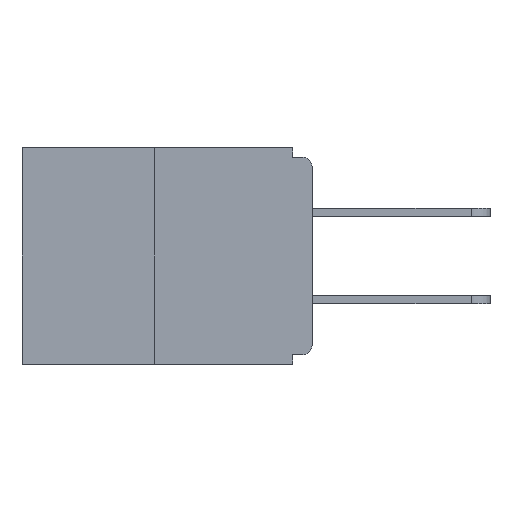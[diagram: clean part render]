
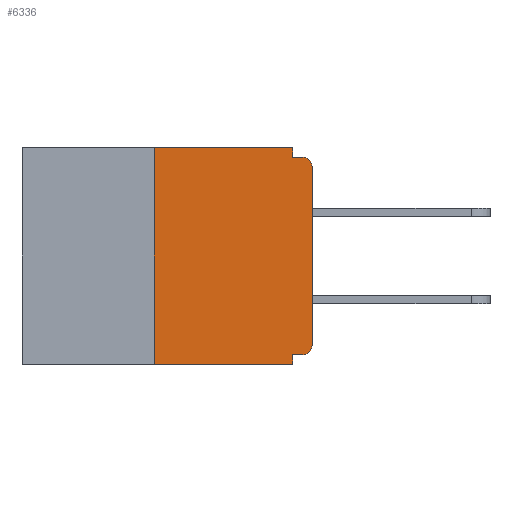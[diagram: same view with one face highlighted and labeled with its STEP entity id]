
A CAD part, left-side view. The second image highlights one B-rep face of the part: STEP entity #6336.
In plain terms, the highlighted planar face has unit normal (-1, 0, 0).
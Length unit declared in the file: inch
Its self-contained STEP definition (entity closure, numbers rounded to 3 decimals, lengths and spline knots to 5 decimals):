
#3 = DIRECTION ( 'NONE',  ( 0., 0., -1. ) ) ;
#93 = DIRECTION ( 'NONE',  ( 0., 0., -1. ) ) ;
#216 = VERTEX_POINT ( 'NONE', #8586 ) ;
#377 = CARTESIAN_POINT ( 'NONE',  ( 0., 0.031, -0.015 ) ) ;
#938 = EDGE_CURVE ( 'NONE', #3341, #16159, #19474, .T. ) ;
#1262 = VERTEX_POINT ( 'NONE', #14269 ) ;
#1295 = CIRCLE ( 'NONE', #11281, 0.015 ) ;
#1524 = CARTESIAN_POINT ( 'NONE',  ( 0., 0.031, -0.343 ) ) ;
#1673 = AXIS2_PLACEMENT_3D ( 'NONE', #8689, #19253, #2422 ) ;
#1773 = ORIENTED_EDGE ( 'NONE', *, *, #8615, .F. ) ;
#2124 = CARTESIAN_POINT ( 'NONE',  ( 0., 0.46, -0.343 ) ) ;
#2422 = DIRECTION ( 'NONE',  ( 0., 0., -1. ) ) ;
#2936 = CARTESIAN_POINT ( 'NONE',  ( 0., 0.25, -0.343 ) ) ;
#3075 = VERTEX_POINT ( 'NONE', #18588 ) ;
#3341 = VERTEX_POINT ( 'NONE', #377 ) ;
#3622 = LINE ( 'NONE', #1524, #14746 ) ;
#3705 = DIRECTION ( 'NONE',  ( 0., -1., 0. ) ) ;
#3995 = LINE ( 'NONE', #2124, #19375 ) ;
#4128 = FACE_OUTER_BOUND ( 'NONE', #5019, .T. ) ;
#4593 = DIRECTION ( 'NONE',  ( 0., 0., 1. ) ) ;
#4631 = ORIENTED_EDGE ( 'NONE', *, *, #13982, .F. ) ;
#4915 = CARTESIAN_POINT ( 'NONE',  ( 0., 0., -0.015 ) ) ;
#5019 = EDGE_LOOP ( 'NONE', ( #17967, #1773, #10527, #16341, #4631, #10090, #9299, #18242, #9881, #17672 ) ) ;
#5124 = DIRECTION ( 'NONE',  ( 0., -1., 0. ) ) ;
#5731 = EDGE_CURVE ( 'NONE', #1262, #14562, #11251, .T. ) ;
#6050 = CARTESIAN_POINT ( 'NONE',  ( 0., 0.015, -0.03 ) ) ;
#6336 = ADVANCED_FACE ( 'NONE', ( #4128 ), #8636, .F. ) ;
#6728 = CARTESIAN_POINT ( 'NONE',  ( 0., 0.25, 0. ) ) ;
#7024 = CARTESIAN_POINT ( 'NONE',  ( 0., 0.46, 0. ) ) ;
#7092 = DIRECTION ( 'NONE',  ( 1., 0., 0. ) ) ;
#7807 = VECTOR ( 'NONE', #16007, 39.37008 ) ;
#8567 = LINE ( 'NONE', #10596, #12139 ) ;
#8586 = CARTESIAN_POINT ( 'NONE',  ( 0., 0.031, -0.328 ) ) ;
#8615 = EDGE_CURVE ( 'NONE', #15808, #3075, #12813, .T. ) ;
#8636 = PLANE ( 'NONE',  #10387 ) ;
#8686 = VECTOR ( 'NONE', #9974, 39.37008 ) ;
#8689 = CARTESIAN_POINT ( 'NONE',  ( 0., 0.015, -0.313 ) ) ;
#9123 = DIRECTION ( 'NONE',  ( -1., 0., 0. ) ) ;
#9157 = LINE ( 'NONE', #19191, #8686 ) ;
#9279 = LINE ( 'NONE', #18575, #10945 ) ;
#9299 = ORIENTED_EDGE ( 'NONE', *, *, #19125, .T. ) ;
#9344 = EDGE_CURVE ( 'NONE', #15808, #19151, #3995, .T. ) ;
#9881 = ORIENTED_EDGE ( 'NONE', *, *, #938, .F. ) ;
#9974 = DIRECTION ( 'NONE',  ( 0., 0., -1. ) ) ;
#10090 = ORIENTED_EDGE ( 'NONE', *, *, #5731, .T. ) ;
#10314 = EDGE_CURVE ( 'NONE', #12132, #3341, #9157, .T. ) ;
#10387 = AXIS2_PLACEMENT_3D ( 'NONE', #7024, #7092, #13220 ) ;
#10486 = CARTESIAN_POINT ( 'NONE',  ( 0., 0., 0. ) ) ;
#10527 = ORIENTED_EDGE ( 'NONE', *, *, #9344, .T. ) ;
#10596 = CARTESIAN_POINT ( 'NONE',  ( 0., 0., -0.328 ) ) ;
#10945 = VECTOR ( 'NONE', #3705, 39.37008 ) ;
#11242 = CARTESIAN_POINT ( 'NONE',  ( 0., 0., -0.313 ) ) ;
#11251 = CIRCLE ( 'NONE', #1673, 0.015 ) ;
#11281 = AXIS2_PLACEMENT_3D ( 'NONE', #6050, #9123, #93 ) ;
#11452 = VECTOR ( 'NONE', #15529, 39.37008 ) ;
#12132 = VERTEX_POINT ( 'NONE', #14785 ) ;
#12139 = VECTOR ( 'NONE', #13784, 39.37008 ) ;
#12813 = LINE ( 'NONE', #6728, #7807 ) ;
#13220 = DIRECTION ( 'NONE',  ( 0., 0., -1. ) ) ;
#13328 = VECTOR ( 'NONE', #4593, 39.37008 ) ;
#13784 = DIRECTION ( 'NONE',  ( 0., 1., 0. ) ) ;
#13982 = EDGE_CURVE ( 'NONE', #1262, #216, #8567, .T. ) ;
#14269 = CARTESIAN_POINT ( 'NONE',  ( 0., 0.015, -0.328 ) ) ;
#14371 = CARTESIAN_POINT ( 'NONE',  ( 0., 0., -0.03 ) ) ;
#14562 = VERTEX_POINT ( 'NONE', #11242 ) ;
#14587 = CARTESIAN_POINT ( 'NONE',  ( 0., 0.015, -0.015 ) ) ;
#14746 = VECTOR ( 'NONE', #3, 39.37008 ) ;
#14785 = CARTESIAN_POINT ( 'NONE',  ( 0., 0.031, 0. ) ) ;
#15529 = DIRECTION ( 'NONE',  ( 0., -1., 0. ) ) ;
#15808 = VERTEX_POINT ( 'NONE', #2936 ) ;
#16007 = DIRECTION ( 'NONE',  ( 0., 0., 1. ) ) ;
#16159 = VERTEX_POINT ( 'NONE', #14587 ) ;
#16341 = ORIENTED_EDGE ( 'NONE', *, *, #18501, .F. ) ;
#16692 = VERTEX_POINT ( 'NONE', #14371 ) ;
#16844 = LINE ( 'NONE', #10486, #13328 ) ;
#17672 = ORIENTED_EDGE ( 'NONE', *, *, #10314, .F. ) ;
#17967 = ORIENTED_EDGE ( 'NONE', *, *, #19048, .F. ) ;
#18211 = CARTESIAN_POINT ( 'NONE',  ( 0., 0.031, -0.343 ) ) ;
#18242 = ORIENTED_EDGE ( 'NONE', *, *, #18289, .T. ) ;
#18289 = EDGE_CURVE ( 'NONE', #16692, #16159, #1295, .T. ) ;
#18501 = EDGE_CURVE ( 'NONE', #216, #19151, #3622, .T. ) ;
#18575 = CARTESIAN_POINT ( 'NONE',  ( 0., 0.46, 0. ) ) ;
#18588 = CARTESIAN_POINT ( 'NONE',  ( 0., 0.25, 0. ) ) ;
#19048 = EDGE_CURVE ( 'NONE', #3075, #12132, #9279, .T. ) ;
#19125 = EDGE_CURVE ( 'NONE', #14562, #16692, #16844, .T. ) ;
#19151 = VERTEX_POINT ( 'NONE', #18211 ) ;
#19191 = CARTESIAN_POINT ( 'NONE',  ( 0., 0.031, 0. ) ) ;
#19253 = DIRECTION ( 'NONE',  ( -1., 0., 0. ) ) ;
#19375 = VECTOR ( 'NONE', #5124, 39.37008 ) ;
#19474 = LINE ( 'NONE', #4915, #11452 ) ;
